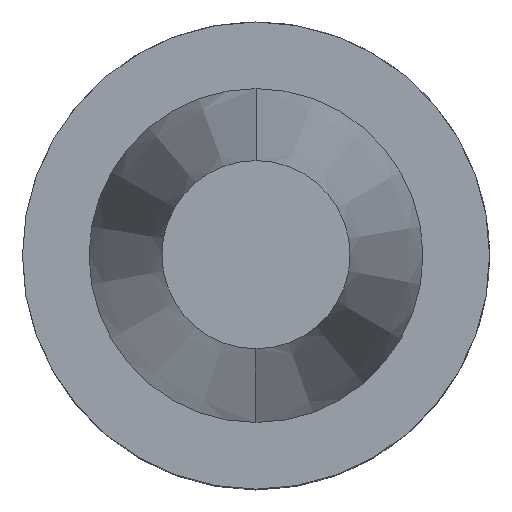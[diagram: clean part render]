
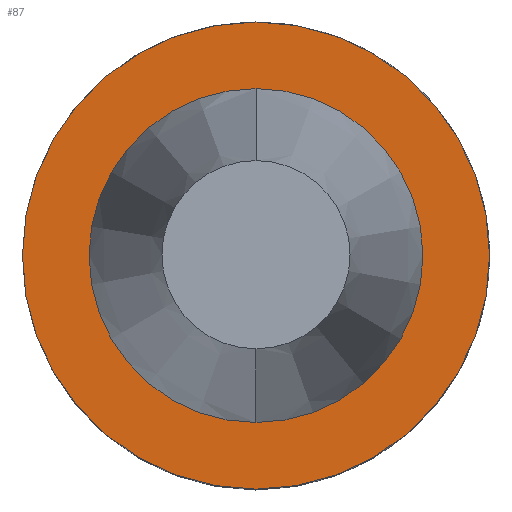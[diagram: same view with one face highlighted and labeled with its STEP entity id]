
A CAD part, top view. The second image highlights one B-rep face of the part: STEP entity #87.
In plain terms, the highlighted planar face has unit normal (0, 0, 1).
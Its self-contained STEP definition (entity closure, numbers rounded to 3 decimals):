
#87=ADVANCED_FACE('',(#118,#119),#110,.F.);
#110=PLANE('',#388);
#118=FACE_BOUND('',#144,.T.);
#119=FACE_BOUND('',#145,.T.);
#144=EDGE_LOOP('',(#182));
#145=EDGE_LOOP('',(#183,#184));
#182=ORIENTED_EDGE('',*,*,#291,.F.);
#183=ORIENTED_EDGE('',*,*,#292,.T.);
#184=ORIENTED_EDGE('',*,*,#293,.T.);
#260=VERTEX_POINT('',#568);
#261=VERTEX_POINT('',#570);
#262=VERTEX_POINT('',#571);
#291=EDGE_CURVE('',#260,#260,#330,.T.);
#292=EDGE_CURVE('',#261,#262,#331,.T.);
#293=EDGE_CURVE('',#262,#261,#332,.T.);
#330=CIRCLE('',#385,31.5);
#331=CIRCLE('',#386,22.517);
#332=CIRCLE('',#387,22.517);
#385=AXIS2_PLACEMENT_3D('',#567,#450,#451);
#386=AXIS2_PLACEMENT_3D('',#569,#452,#453);
#387=AXIS2_PLACEMENT_3D('',#572,#454,#455);
#388=AXIS2_PLACEMENT_3D('',#573,#456,#457);
#450=DIRECTION('',(0.,0.,-1.));
#451=DIRECTION('',(-1.,0.,0.));
#452=DIRECTION('',(0.,0.,-1.));
#453=DIRECTION('',(-1.,0.,0.));
#454=DIRECTION('',(0.,0.,-1.));
#455=DIRECTION('',(-1.,0.,0.));
#456=DIRECTION('',(0.,0.,-1.));
#457=DIRECTION('',(0.,1.,0.));
#567=CARTESIAN_POINT('',(0.,0.,-2.));
#568=CARTESIAN_POINT('',(-31.5,0.,-2.));
#569=CARTESIAN_POINT('',(0.,0.,-2.));
#570=CARTESIAN_POINT('',(0.,22.517,-2.));
#571=CARTESIAN_POINT('',(0.,-22.517,-2.));
#572=CARTESIAN_POINT('',(0.,0.,-2.));
#573=CARTESIAN_POINT('',(0.,0.,-2.));
